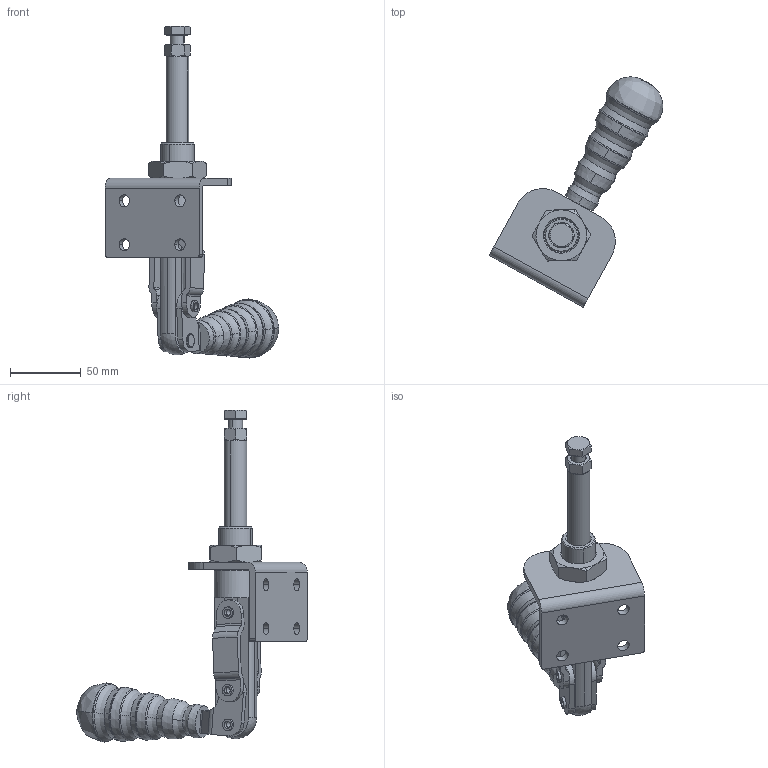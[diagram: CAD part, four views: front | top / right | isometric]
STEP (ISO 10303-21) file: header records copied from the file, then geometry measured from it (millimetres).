
FILE_DESCRIPTION((''),'2;1');
FILE_NAME('372.stp','2005-09-01T11:37:27',('CAD'),(''),'Autodesk Inventor 8','Autodesk Inventor 8','');
FILE_SCHEMA(('AUTOMOTIVE_DESIGN { 1 0 10303 214 1 1 1 1 }'));
Length unit declared in the file: millimetre
Products named in the file (1): Part28
Bounding box: 122.99 x 163.11 x 235.02 mm (x, y, z)
Volume: 208445.6 mm3; surface area: 61863.4 mm2
Topology: 2 solids, 5 shells, 372 faces, 964 edges, 600 vertices
Faces by surface type: plane 107, cylinder 91, bspline 82, cone 68, torus 22, sphere 2
Entity records: 13452 total; most frequent: CARTESIAN_POINT 4525, DIRECTION 1928, ORIENTED_EDGE 1896, EDGE_CURVE 948, AXIS2_PLACEMENT_3D 769, VERTEX_POINT 598, CIRCLE 476, EDGE_LOOP 406
